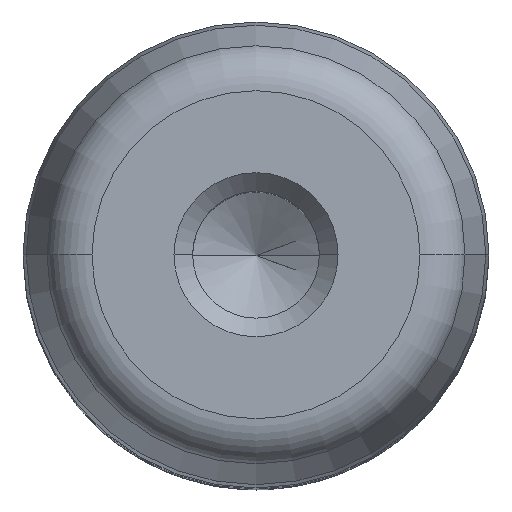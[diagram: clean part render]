
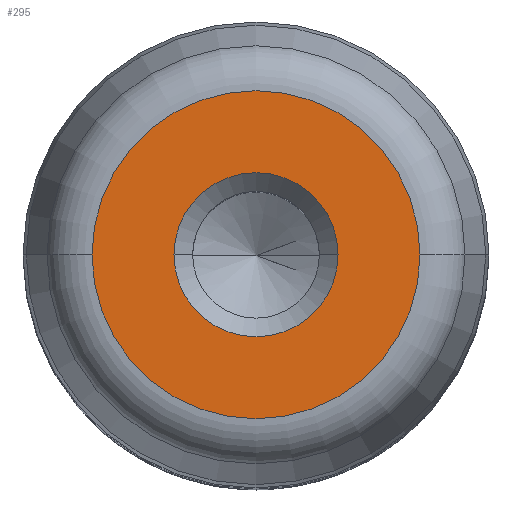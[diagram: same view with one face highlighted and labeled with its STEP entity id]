
A CAD part, top view. The second image highlights one B-rep face of the part: STEP entity #295.
In plain terms, the highlighted planar face has unit normal (0, 0, 1).
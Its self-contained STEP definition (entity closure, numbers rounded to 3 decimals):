
#204 = VERTEX_POINT ( 'NONE', #1308 ) ;
#295 = ADVANCED_FACE ( 'NONE', ( #2492, #2875 ), #3174, .T. ) ;
#396 = AXIS2_PLACEMENT_3D ( 'NONE', #3096, #912, #1154 ) ;
#429 = EDGE_LOOP ( 'NONE', ( #900, #2976 ) ) ;
#651 = CIRCLE ( 'NONE', #1897, 8.799 ) ;
#708 = DIRECTION ( 'NONE',  ( 0., 0., -1. ) ) ;
#894 = AXIS2_PLACEMENT_3D ( 'NONE', #1678, #3131, #1947 ) ;
#900 = ORIENTED_EDGE ( 'NONE', *, *, #2062, .F. ) ;
#912 = DIRECTION ( 'NONE',  ( 0., 0., -1. ) ) ;
#935 = CARTESIAN_POINT ( 'NONE',  ( 0., 0., 80. ) ) ;
#1045 = EDGE_CURVE ( 'NONE', #204, #2288, #1610, .T. ) ;
#1054 = DIRECTION ( 'NONE',  ( 0., 0., -1. ) ) ;
#1067 = EDGE_CURVE ( 'NONE', #1084, #1845, #651, .T. ) ;
#1084 = VERTEX_POINT ( 'NONE', #2791 ) ;
#1151 = CIRCLE ( 'NONE', #1643, 4.4 ) ;
#1154 = DIRECTION ( 'NONE',  ( 1., 0., 0. ) ) ;
#1286 = ORIENTED_EDGE ( 'NONE', *, *, #1045, .T. ) ;
#1308 = CARTESIAN_POINT ( 'NONE',  ( 4.4, 0., 80. ) ) ;
#1352 = CARTESIAN_POINT ( 'NONE',  ( -8.799, 0., 80. ) ) ;
#1385 = DIRECTION ( 'NONE',  ( -1., 0., 0. ) ) ;
#1610 = CIRCLE ( 'NONE', #396, 4.4 ) ;
#1643 = AXIS2_PLACEMENT_3D ( 'NONE', #2185, #708, #2672 ) ;
#1678 = CARTESIAN_POINT ( 'NONE',  ( 0., 0., 80. ) ) ;
#1845 = VERTEX_POINT ( 'NONE', #1352 ) ;
#1896 = DIRECTION ( 'NONE',  ( 0., 0., -1. ) ) ;
#1897 = AXIS2_PLACEMENT_3D ( 'NONE', #1955, #1054, #2572 ) ;
#1947 = DIRECTION ( 'NONE',  ( 1., 0., 0. ) ) ;
#1955 = CARTESIAN_POINT ( 'NONE',  ( 0., 0., 80. ) ) ;
#2062 = EDGE_CURVE ( 'NONE', #1845, #1084, #2653, .T. ) ;
#2082 = AXIS2_PLACEMENT_3D ( 'NONE', #935, #1896, #1385 ) ;
#2171 = CARTESIAN_POINT ( 'NONE',  ( -4.4, 0., 80. ) ) ;
#2185 = CARTESIAN_POINT ( 'NONE',  ( 0., 0., 80. ) ) ;
#2288 = VERTEX_POINT ( 'NONE', #2171 ) ;
#2492 = FACE_BOUND ( 'NONE', #2641, .T. ) ;
#2572 = DIRECTION ( 'NONE',  ( -1., 0., 0. ) ) ;
#2641 = EDGE_LOOP ( 'NONE', ( #1286, #2914 ) ) ;
#2653 = CIRCLE ( 'NONE', #2082, 8.799 ) ;
#2672 = DIRECTION ( 'NONE',  ( 1., 0., 0. ) ) ;
#2791 = CARTESIAN_POINT ( 'NONE',  ( 8.799, 0., 80. ) ) ;
#2875 = FACE_OUTER_BOUND ( 'NONE', #429, .T. ) ;
#2898 = EDGE_CURVE ( 'NONE', #2288, #204, #1151, .T. ) ;
#2914 = ORIENTED_EDGE ( 'NONE', *, *, #2898, .T. ) ;
#2976 = ORIENTED_EDGE ( 'NONE', *, *, #1067, .F. ) ;
#3096 = CARTESIAN_POINT ( 'NONE',  ( 0., 0., 80. ) ) ;
#3131 = DIRECTION ( 'NONE',  ( 0., 0., 1. ) ) ;
#3174 = PLANE ( 'NONE',  #894 ) ;
